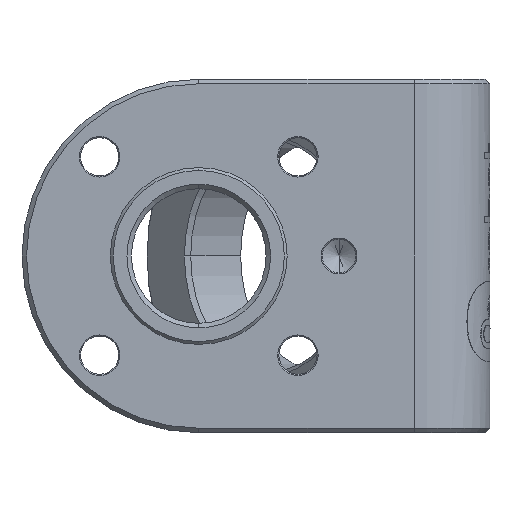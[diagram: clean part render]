
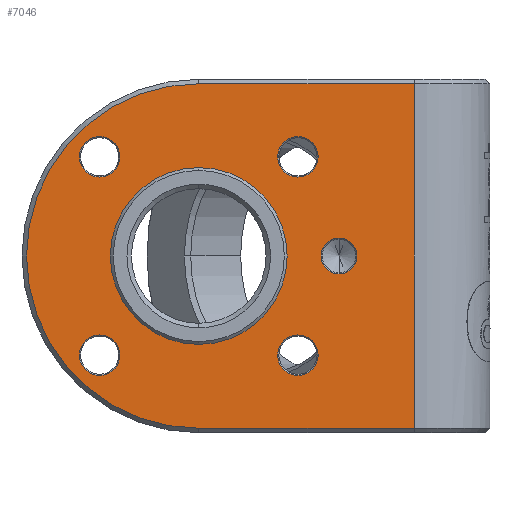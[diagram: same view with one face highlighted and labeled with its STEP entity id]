
A CAD part, front view. The second image highlights one B-rep face of the part: STEP entity #7046.
In plain terms, the highlighted planar face has unit normal (0, -1, 0).
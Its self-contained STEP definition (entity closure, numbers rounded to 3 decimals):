
#1 = DIRECTION ( 'NONE',  ( 0., 0., 1. ) ) ;
#218 = DIRECTION ( 'NONE',  ( 0., -1., 0. ) ) ;
#249 = EDGE_CURVE ( 'NONE', #2950, #4866, #7367, .T. ) ;
#282 = CARTESIAN_POINT ( 'NONE',  ( 0., 3., 0. ) ) ;
#432 = DIRECTION ( 'NONE',  ( 0., 1., 0. ) ) ;
#463 = DIRECTION ( 'NONE',  ( 0., 1., 0. ) ) ;
#539 = ORIENTED_EDGE ( 'NONE', *, *, #11753, .T. ) ;
#553 = VERTEX_POINT ( 'NONE', #920 ) ;
#619 = DIRECTION ( 'NONE',  ( 0., 1., 0. ) ) ;
#707 = VERTEX_POINT ( 'NONE', #10729 ) ;
#711 = FACE_BOUND ( 'NONE', #9433, .T. ) ;
#743 = ORIENTED_EDGE ( 'NONE', *, *, #5914, .F. ) ;
#783 = CARTESIAN_POINT ( 'NONE',  ( -17.678, 3., -14.078 ) ) ;
#893 = EDGE_LOOP ( 'NONE', ( #3774, #539 ) ) ;
#920 = CARTESIAN_POINT ( 'NONE',  ( 0., 3., -30.7 ) ) ;
#1041 = CARTESIAN_POINT ( 'NONE',  ( 0., 3., 30.7 ) ) ;
#1099 = CARTESIAN_POINT ( 'NONE',  ( -17.678, 3., -17.678 ) ) ;
#1143 = CARTESIAN_POINT ( 'NONE',  ( 0., 3., 0. ) ) ;
#1396 = DIRECTION ( 'NONE',  ( 0., 0., 1. ) ) ;
#1416 = CARTESIAN_POINT ( 'NONE',  ( 38.408, 3., 31.5 ) ) ;
#1516 = CARTESIAN_POINT ( 'NONE',  ( 17.678, 3., 17.678 ) ) ;
#1521 = EDGE_LOOP ( 'NONE', ( #8978, #8415 ) ) ;
#1625 = CIRCLE ( 'NONE', #8957, 3.6 ) ;
#1807 = CARTESIAN_POINT ( 'NONE',  ( 17.678, 3., -17.678 ) ) ;
#2027 = CIRCLE ( 'NONE', #9178, 3.6 ) ;
#2226 = CIRCLE ( 'NONE', #5682, 3.6 ) ;
#2367 = DIRECTION ( 'NONE',  ( 0., 0., -1. ) ) ;
#2435 = EDGE_CURVE ( 'NONE', #6648, #9684, #6027, .T. ) ;
#2529 = CIRCLE ( 'NONE', #4363, 3.6 ) ;
#2578 = CIRCLE ( 'NONE', #6446, 30.7 ) ;
#2607 = CARTESIAN_POINT ( 'NONE',  ( 0., 3., 0. ) ) ;
#2647 = EDGE_CURVE ( 'NONE', #7328, #7951, #4246, .T. ) ;
#2878 = ORIENTED_EDGE ( 'NONE', *, *, #249, .T. ) ;
#2950 = VERTEX_POINT ( 'NONE', #8903 ) ;
#3061 = DIRECTION ( 'NONE',  ( 0., 0., 1. ) ) ;
#3070 = DIRECTION ( 'NONE',  ( 0., 1., 0. ) ) ;
#3176 = CARTESIAN_POINT ( 'NONE',  ( 25., 3., 3.2 ) ) ;
#3178 = VERTEX_POINT ( 'NONE', #11313 ) ;
#3411 = EDGE_CURVE ( 'NONE', #9684, #6648, #10520, .T. ) ;
#3413 = CARTESIAN_POINT ( 'NONE',  ( 0., 3., 30.7 ) ) ;
#3416 = AXIS2_PLACEMENT_3D ( 'NONE', #2607, #6615, #10515 ) ;
#3514 = EDGE_CURVE ( 'NONE', #7951, #553, #2578, .T. ) ;
#3556 = ORIENTED_EDGE ( 'NONE', *, *, #7151, .T. ) ;
#3612 = ORIENTED_EDGE ( 'NONE', *, *, #10181, .T. ) ;
#3629 = EDGE_CURVE ( 'NONE', #553, #707, #4901, .T. ) ;
#3774 = ORIENTED_EDGE ( 'NONE', *, *, #11334, .T. ) ;
#3817 = FACE_BOUND ( 'NONE', #10142, .T. ) ;
#3883 = CARTESIAN_POINT ( 'NONE',  ( 0., 3., -30.7 ) ) ;
#3976 = VERTEX_POINT ( 'NONE', #12228 ) ;
#4091 = DIRECTION ( 'NONE',  ( 0., 0., 1. ) ) ;
#4214 = DIRECTION ( 'NONE',  ( 0., 0., 1. ) ) ;
#4246 = LINE ( 'NONE', #3413, #5004 ) ;
#4291 = VERTEX_POINT ( 'NONE', #783 ) ;
#4363 = AXIS2_PLACEMENT_3D ( 'NONE', #9899, #6757, #3061 ) ;
#4409 = VECTOR ( 'NONE', #12425, 1000. ) ;
#4521 = DIRECTION ( 'NONE',  ( 0., 0., 1. ) ) ;
#4771 = EDGE_CURVE ( 'NONE', #4291, #7967, #8484, .T. ) ;
#4866 = VERTEX_POINT ( 'NONE', #8764 ) ;
#4901 = LINE ( 'NONE', #3883, #4409 ) ;
#4915 = DIRECTION ( 'NONE',  ( 0., 1., 0. ) ) ;
#5004 = VECTOR ( 'NONE', #8138, 1000. ) ;
#5395 = DIRECTION ( 'NONE',  ( 0., 1., 0. ) ) ;
#5405 = CARTESIAN_POINT ( 'NONE',  ( 17.678, 3., 17.678 ) ) ;
#5475 = CARTESIAN_POINT ( 'NONE',  ( -17.678, 3., -17.678 ) ) ;
#5514 = AXIS2_PLACEMENT_3D ( 'NONE', #7231, #619, #12209 ) ;
#5518 = ORIENTED_EDGE ( 'NONE', *, *, #4771, .T. ) ;
#5602 = DIRECTION ( 'NONE',  ( 0., 1., 0. ) ) ;
#5682 = AXIS2_PLACEMENT_3D ( 'NONE', #5405, #5602, #10387 ) ;
#5812 = CARTESIAN_POINT ( 'NONE',  ( 17.678, 3., -17.678 ) ) ;
#5914 = EDGE_CURVE ( 'NONE', #7328, #707, #6319, .T. ) ;
#5942 = CARTESIAN_POINT ( 'NONE',  ( -17.678, 3., -21.278 ) ) ;
#5947 = DIRECTION ( 'NONE',  ( 0., 0., 1. ) ) ;
#6019 = VERTEX_POINT ( 'NONE', #9392 ) ;
#6027 = CIRCLE ( 'NONE', #8077, 3.6 ) ;
#6319 = LINE ( 'NONE', #1416, #11145 ) ;
#6333 = AXIS2_PLACEMENT_3D ( 'NONE', #12270, #432, #7303 ) ;
#6446 = AXIS2_PLACEMENT_3D ( 'NONE', #282, #218, #4091 ) ;
#6615 = DIRECTION ( 'NONE',  ( 0., 1., 0. ) ) ;
#6648 = VERTEX_POINT ( 'NONE', #10341 ) ;
#6739 = FACE_OUTER_BOUND ( 'NONE', #11020, .T. ) ;
#6757 = DIRECTION ( 'NONE',  ( 0., 1., 0. ) ) ;
#6930 = CARTESIAN_POINT ( 'NONE',  ( 25., 3., 0. ) ) ;
#7046 = ADVANCED_FACE ( 'NONE', ( #12550, #711, #8551, #12485, #7459, #3817, #6739 ), #7711, .F. ) ;
#7088 = ORIENTED_EDGE ( 'NONE', *, *, #11922, .T. ) ;
#7151 = EDGE_CURVE ( 'NONE', #8536, #6019, #10139, .T. ) ;
#7231 = CARTESIAN_POINT ( 'NONE',  ( 25., 3., 0. ) ) ;
#7303 = DIRECTION ( 'NONE',  ( 0., 0., 1. ) ) ;
#7328 = VERTEX_POINT ( 'NONE', #7529 ) ;
#7367 = CIRCLE ( 'NONE', #9816, 15.75 ) ;
#7459 = FACE_BOUND ( 'NONE', #9017, .T. ) ;
#7529 = CARTESIAN_POINT ( 'NONE',  ( 38.408, 3., 30.7 ) ) ;
#7711 = PLANE ( 'NONE',  #3416 ) ;
#7750 = CIRCLE ( 'NONE', #5514, 3.2 ) ;
#7951 = VERTEX_POINT ( 'NONE', #1041 ) ;
#7967 = VERTEX_POINT ( 'NONE', #5942 ) ;
#7992 = EDGE_LOOP ( 'NONE', ( #3612, #3556 ) ) ;
#8077 = AXIS2_PLACEMENT_3D ( 'NONE', #5812, #4915, #11437 ) ;
#8138 = DIRECTION ( 'NONE',  ( -1., 0., 0. ) ) ;
#8415 = ORIENTED_EDGE ( 'NONE', *, *, #9863, .T. ) ;
#8448 = AXIS2_PLACEMENT_3D ( 'NONE', #11234, #463, #4214 ) ;
#8484 = CIRCLE ( 'NONE', #10708, 3.6 ) ;
#8536 = VERTEX_POINT ( 'NONE', #3176 ) ;
#8551 = FACE_BOUND ( 'NONE', #7992, .T. ) ;
#8622 = EDGE_CURVE ( 'NONE', #3178, #11650, #2226, .T. ) ;
#8689 = EDGE_CURVE ( 'NONE', #7967, #4291, #1625, .T. ) ;
#8764 = CARTESIAN_POINT ( 'NONE',  ( 0., 3., 15.75 ) ) ;
#8903 = CARTESIAN_POINT ( 'NONE',  ( 0., 3., -15.75 ) ) ;
#8957 = AXIS2_PLACEMENT_3D ( 'NONE', #5475, #9374, #4521 ) ;
#8978 = ORIENTED_EDGE ( 'NONE', *, *, #8622, .T. ) ;
#9017 = EDGE_LOOP ( 'NONE', ( #9909, #5518 ) ) ;
#9049 = CARTESIAN_POINT ( 'NONE',  ( 17.678, 3., -21.278 ) ) ;
#9178 = AXIS2_PLACEMENT_3D ( 'NONE', #1516, #5395, #9297 ) ;
#9297 = DIRECTION ( 'NONE',  ( 0., 0., 1. ) ) ;
#9374 = DIRECTION ( 'NONE',  ( 0., 1., 0. ) ) ;
#9392 = CARTESIAN_POINT ( 'NONE',  ( 25., 3., -3.2 ) ) ;
#9433 = EDGE_LOOP ( 'NONE', ( #10825, #11046 ) ) ;
#9530 = DIRECTION ( 'NONE',  ( 0., 0., 1. ) ) ;
#9547 = ORIENTED_EDGE ( 'NONE', *, *, #2647, .T. ) ;
#9684 = VERTEX_POINT ( 'NONE', #9049 ) ;
#9687 = DIRECTION ( 'NONE',  ( 0., 1., 0. ) ) ;
#9816 = AXIS2_PLACEMENT_3D ( 'NONE', #1143, #10135, #1396 ) ;
#9863 = EDGE_CURVE ( 'NONE', #11650, #3178, #2027, .T. ) ;
#9899 = CARTESIAN_POINT ( 'NONE',  ( -17.678, 3., 17.678 ) ) ;
#9909 = ORIENTED_EDGE ( 'NONE', *, *, #8689, .T. ) ;
#9943 = AXIS2_PLACEMENT_3D ( 'NONE', #6930, #9687, #1 ) ;
#10135 = DIRECTION ( 'NONE',  ( 0., 1., 0. ) ) ;
#10139 = CIRCLE ( 'NONE', #9943, 3.2 ) ;
#10142 = EDGE_LOOP ( 'NONE', ( #2878, #7088 ) ) ;
#10181 = EDGE_CURVE ( 'NONE', #6019, #8536, #7750, .T. ) ;
#10273 = CIRCLE ( 'NONE', #8448, 15.75 ) ;
#10341 = CARTESIAN_POINT ( 'NONE',  ( 17.678, 3., -14.078 ) ) ;
#10387 = DIRECTION ( 'NONE',  ( 0., 0., 1. ) ) ;
#10515 = DIRECTION ( 'NONE',  ( 0., 0., 1. ) ) ;
#10520 = CIRCLE ( 'NONE', #10942, 3.6 ) ;
#10664 = DIRECTION ( 'NONE',  ( 0., 1., 0. ) ) ;
#10678 = CARTESIAN_POINT ( 'NONE',  ( -17.678, 3., 14.078 ) ) ;
#10708 = AXIS2_PLACEMENT_3D ( 'NONE', #1099, #3070, #5947 ) ;
#10729 = CARTESIAN_POINT ( 'NONE',  ( 38.408, 3., -30.7 ) ) ;
#10825 = ORIENTED_EDGE ( 'NONE', *, *, #3411, .T. ) ;
#10834 = CIRCLE ( 'NONE', #6333, 3.6 ) ;
#10942 = AXIS2_PLACEMENT_3D ( 'NONE', #1807, #10664, #9530 ) ;
#11020 = EDGE_LOOP ( 'NONE', ( #743, #9547, #11318, #12553 ) ) ;
#11046 = ORIENTED_EDGE ( 'NONE', *, *, #2435, .T. ) ;
#11145 = VECTOR ( 'NONE', #2367, 1000. ) ;
#11234 = CARTESIAN_POINT ( 'NONE',  ( 0., 3., 0. ) ) ;
#11313 = CARTESIAN_POINT ( 'NONE',  ( 17.678, 3., 14.078 ) ) ;
#11318 = ORIENTED_EDGE ( 'NONE', *, *, #3514, .T. ) ;
#11334 = EDGE_CURVE ( 'NONE', #11490, #3976, #10834, .T. ) ;
#11436 = CARTESIAN_POINT ( 'NONE',  ( 17.678, 3., 21.278 ) ) ;
#11437 = DIRECTION ( 'NONE',  ( 0., 0., 1. ) ) ;
#11490 = VERTEX_POINT ( 'NONE', #10678 ) ;
#11650 = VERTEX_POINT ( 'NONE', #11436 ) ;
#11753 = EDGE_CURVE ( 'NONE', #3976, #11490, #2529, .T. ) ;
#11922 = EDGE_CURVE ( 'NONE', #4866, #2950, #10273, .T. ) ;
#12209 = DIRECTION ( 'NONE',  ( 0., 0., 1. ) ) ;
#12228 = CARTESIAN_POINT ( 'NONE',  ( -17.678, 3., 21.278 ) ) ;
#12270 = CARTESIAN_POINT ( 'NONE',  ( -17.678, 3., 17.678 ) ) ;
#12425 = DIRECTION ( 'NONE',  ( 1., 0., 0. ) ) ;
#12485 = FACE_BOUND ( 'NONE', #893, .T. ) ;
#12550 = FACE_BOUND ( 'NONE', #1521, .T. ) ;
#12553 = ORIENTED_EDGE ( 'NONE', *, *, #3629, .T. ) ;
